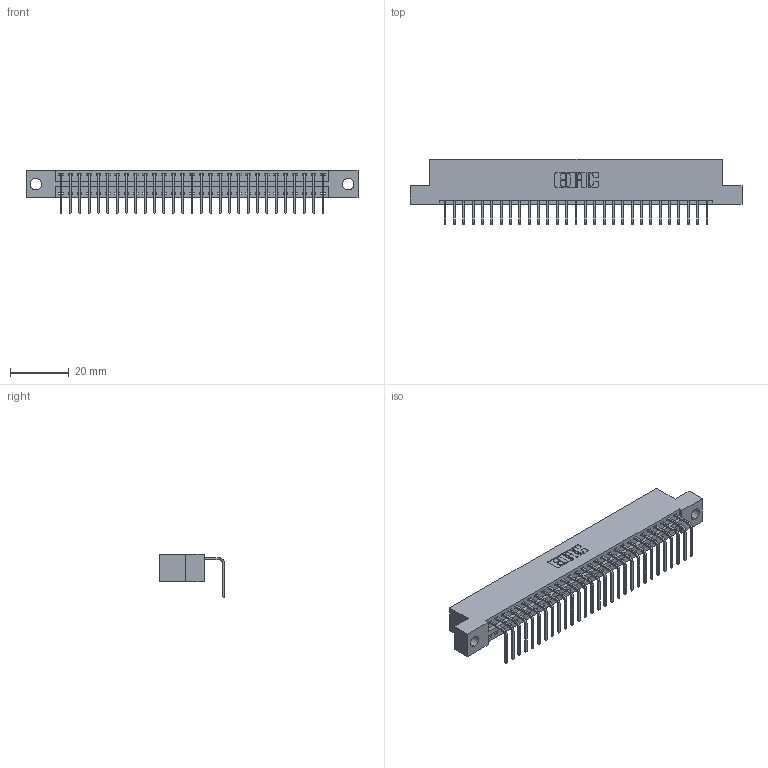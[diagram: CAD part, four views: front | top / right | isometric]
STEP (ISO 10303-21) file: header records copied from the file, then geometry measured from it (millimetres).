
FILE_DESCRIPTION (( 'STEP AP203' ), '1' );
FILE_NAME ('396-029-558-104.STEP', '2018-09-05T05:34:24', ( '' ), ( '' ), 'SwSTEP 2.0', 'SolidWorks 2016', '' );
FILE_SCHEMA (( 'CONFIG_CONTROL_DESIGN' ));
Length unit declared in the file: inch
Products named in the file (3): 396-029-558-104; 346 Part_Flush Mounting Lugs - 0.156 Dia-TH; 345-292-001_558 Tail - 2
Assembly tree (30 placements, depth 2):
  396-029-558-104
    346 Part_Flush Mounting Lugs - 0.156 Dia-TH
    345-292-001_558 Tail - 2  x29
Bounding box: 112.65 x 22.16 x 14.73 mm (x, y, z)
Volume: 10702.2 mm3; surface area: 13617.5 mm2
Topology: 30 solids, 30 shells, 1862 faces, 5607 edges, 3698 vertices
Faces by surface type: plane 1294, cylinder 568
Entity records: 19835 total; most frequent: CARTESIAN_POINT 3411, ORIENTED_EDGE 3374, DIRECTION 3025, EDGE_CURVE 1687, LINE 1439, VECTOR 1439, VERTEX_POINT 1122, AXIS2_PLACEMENT_3D 793
